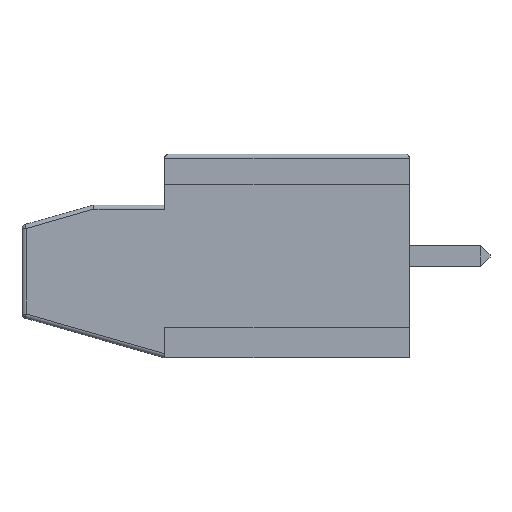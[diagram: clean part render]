
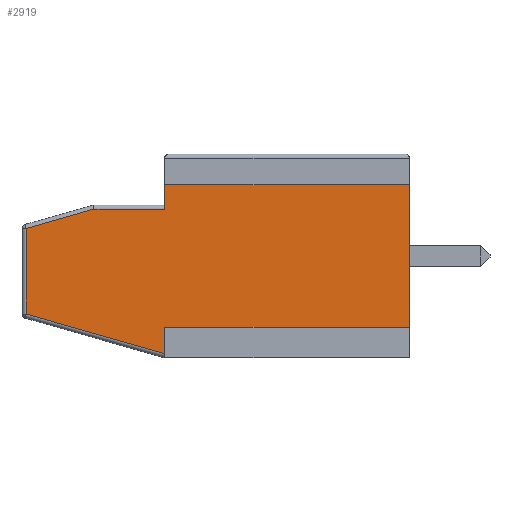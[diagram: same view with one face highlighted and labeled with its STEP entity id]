
A CAD part, left-side view. The second image highlights one B-rep face of the part: STEP entity #2919.
In plain terms, the highlighted planar face has unit normal (-1, 0, 0).
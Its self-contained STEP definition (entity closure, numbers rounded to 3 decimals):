
#136 = LINE ( 'NONE', #892, #2370 ) ;
#242 = EDGE_CURVE ( 'NONE', #1179, #3061, #3991, .T. ) ;
#251 = ORIENTED_EDGE ( 'NONE', *, *, #2618, .F. ) ;
#321 = CARTESIAN_POINT ( 'NONE',  ( -2., 15.95, -4. ) ) ;
#393 = VERTEX_POINT ( 'NONE', #1947 ) ;
#416 = PLANE ( 'NONE',  #642 ) ;
#468 = CARTESIAN_POINT ( 'NONE',  ( -2., 15.95, -4.792 ) ) ;
#642 = AXIS2_PLACEMENT_3D ( 'NONE', #4213, #1209, #853 ) ;
#650 = EDGE_CURVE ( 'NONE', #3061, #1664, #4520, .T. ) ;
#651 = CARTESIAN_POINT ( 'NONE',  ( -2., 15.95, 2.3 ) ) ;
#674 = CARTESIAN_POINT ( 'NONE',  ( -2., 15.95, 2.5 ) ) ;
#850 = CARTESIAN_POINT ( 'NONE',  ( -2., 15.95, -4.792 ) ) ;
#853 = DIRECTION ( 'NONE',  ( 0., 0., -1. ) ) ;
#872 = CARTESIAN_POINT ( 'NONE',  ( -2., 15.95, 4. ) ) ;
#892 = CARTESIAN_POINT ( 'NONE',  ( -2., 2.95, 2.3 ) ) ;
#992 = DIRECTION ( 'NONE',  ( 0., 1., 0. ) ) ;
#1133 = LINE ( 'NONE', #1863, #4474 ) ;
#1172 = EDGE_CURVE ( 'NONE', #1422, #2082, #136, .T. ) ;
#1179 = VERTEX_POINT ( 'NONE', #1691 ) ;
#1185 = CARTESIAN_POINT ( 'NONE',  ( -2., 22.75, 1.349 ) ) ;
#1187 = LINE ( 'NONE', #850, #1396 ) ;
#1209 = DIRECTION ( 'NONE',  ( 1., 0., 0. ) ) ;
#1236 = ORIENTED_EDGE ( 'NONE', *, *, #650, .F. ) ;
#1329 = ORIENTED_EDGE ( 'NONE', *, *, #4463, .F. ) ;
#1396 = VECTOR ( 'NONE', #1531, 1000. ) ;
#1422 = VERTEX_POINT ( 'NONE', #4835 ) ;
#1531 = DIRECTION ( 'NONE',  ( 0., 0.962, 0.275 ) ) ;
#1569 = ORIENTED_EDGE ( 'NONE', *, *, #242, .F. ) ;
#1664 = VERTEX_POINT ( 'NONE', #468 ) ;
#1691 = CARTESIAN_POINT ( 'NONE',  ( -2., 3.95, -4. ) ) ;
#1863 = CARTESIAN_POINT ( 'NONE',  ( -2., 3.95, 4. ) ) ;
#1947 = CARTESIAN_POINT ( 'NONE',  ( -2., 3.95, 4. ) ) ;
#1974 = LINE ( 'NONE', #4278, #2094 ) ;
#2010 = EDGE_CURVE ( 'NONE', #4245, #2082, #2875, .T. ) ;
#2017 = DIRECTION ( 'NONE',  ( 0., -1., 0. ) ) ;
#2035 = CARTESIAN_POINT ( 'NONE',  ( -2., 22.75, 4. ) ) ;
#2082 = VERTEX_POINT ( 'NONE', #651 ) ;
#2094 = VECTOR ( 'NONE', #4641, 1000. ) ;
#2136 = VERTEX_POINT ( 'NONE', #1185 ) ;
#2159 = VECTOR ( 'NONE', #3285, 1000. ) ;
#2302 = VECTOR ( 'NONE', #3012, 1000. ) ;
#2370 = VECTOR ( 'NONE', #2017, 1000. ) ;
#2456 = VECTOR ( 'NONE', #3751, 1000. ) ;
#2502 = ORIENTED_EDGE ( 'NONE', *, *, #3450, .F. ) ;
#2618 = EDGE_CURVE ( 'NONE', #4245, #393, #1974, .T. ) ;
#2656 = LINE ( 'NONE', #3372, #2456 ) ;
#2788 = ORIENTED_EDGE ( 'NONE', *, *, #4847, .F. ) ;
#2867 = ORIENTED_EDGE ( 'NONE', *, *, #2010, .T. ) ;
#2875 = LINE ( 'NONE', #674, #2159 ) ;
#2919 = ADVANCED_FACE ( 'NONE', ( #4583 ), #416, .F. ) ;
#2930 = VECTOR ( 'NONE', #992, 1000. ) ;
#3012 = DIRECTION ( 'NONE',  ( 0., 0., -1. ) ) ;
#3026 = EDGE_LOOP ( 'NONE', ( #4675, #2788, #1329, #1236, #1569, #2502, #251, #2867, #4335 ) ) ;
#3061 = VERTEX_POINT ( 'NONE', #321 ) ;
#3083 = DIRECTION ( 'NONE',  ( 0., 0., 1. ) ) ;
#3285 = DIRECTION ( 'NONE',  ( 0., 0., -1. ) ) ;
#3372 = CARTESIAN_POINT ( 'NONE',  ( -2., 22.75, 1.349 ) ) ;
#3385 = DIRECTION ( 'NONE',  ( 0., 0., -1. ) ) ;
#3450 = EDGE_CURVE ( 'NONE', #393, #1179, #1133, .T. ) ;
#3475 = LINE ( 'NONE', #2035, #3989 ) ;
#3751 = DIRECTION ( 'NONE',  ( 0., -0.962, 0.275 ) ) ;
#3911 = CARTESIAN_POINT ( 'NONE',  ( -2., 22.75, -2.849 ) ) ;
#3989 = VECTOR ( 'NONE', #3083, 1000. ) ;
#3991 = LINE ( 'NONE', #4363, #2930 ) ;
#4103 = CARTESIAN_POINT ( 'NONE',  ( -2., 15.95, 4. ) ) ;
#4109 = EDGE_CURVE ( 'NONE', #2136, #1422, #2656, .T. ) ;
#4213 = CARTESIAN_POINT ( 'NONE',  ( -2., 2.95, 4. ) ) ;
#4245 = VERTEX_POINT ( 'NONE', #872 ) ;
#4278 = CARTESIAN_POINT ( 'NONE',  ( -2., 2.95, 4. ) ) ;
#4335 = ORIENTED_EDGE ( 'NONE', *, *, #1172, .F. ) ;
#4363 = CARTESIAN_POINT ( 'NONE',  ( -2., 2.95, -4. ) ) ;
#4365 = VERTEX_POINT ( 'NONE', #3911 ) ;
#4463 = EDGE_CURVE ( 'NONE', #1664, #4365, #1187, .T. ) ;
#4474 = VECTOR ( 'NONE', #3385, 1000. ) ;
#4520 = LINE ( 'NONE', #4103, #2302 ) ;
#4583 = FACE_OUTER_BOUND ( 'NONE', #3026, .T. ) ;
#4641 = DIRECTION ( 'NONE',  ( 0., -1., 0. ) ) ;
#4675 = ORIENTED_EDGE ( 'NONE', *, *, #4109, .F. ) ;
#4835 = CARTESIAN_POINT ( 'NONE',  ( -2., 19.422, 2.3 ) ) ;
#4847 = EDGE_CURVE ( 'NONE', #4365, #2136, #3475, .T. ) ;
